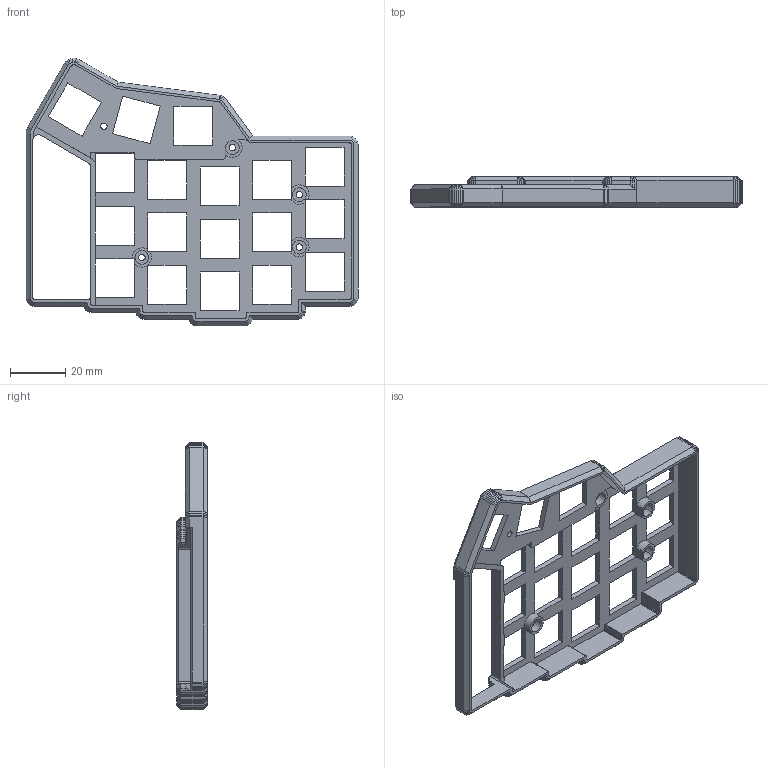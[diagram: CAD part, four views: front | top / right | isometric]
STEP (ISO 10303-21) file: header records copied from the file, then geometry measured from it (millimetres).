
FILE_DESCRIPTION(/* description */ (''),/* implementation_level */ '2;1');
FILE_NAME(/* name */ 'unicorne-hybrid-mx-3x5-right.step',/* time_stamp */ '2024-02-04T11:27:53+08:00',/* author */ (''),/* organization */ (''),/* preprocessor_version */ 'ST-DEVELOPER v20',/* originating_system */ 'Autodesk Translation Framework v12.20.1.177',/* authorisation */ '');
FILE_SCHEMA (('AUTOMOTIVE_DESIGN { 1 0 10303 214 3 1 1 }'));
Length unit declared in the file: millimetre
Products named in the file (1): unicorne-wip-CR2-25T-WAL
Bounding box: 120.15 x 11 x 96.8 mm (x, y, z)
Volume: 15804.9 mm3; surface area: 18050.4 mm2
Topology: 1 solids, 1 shells, 600 faces, 1612 edges, 1011 vertices
Faces by surface type: plane 574, cylinder 23, cone 3
Full cylindrical faces by diameter (mm): 2.3 x5, 5 x4
Entity records: 18286 total; most frequent: ORIENTED_EDGE 3224, CARTESIAN_POINT 3224, DIRECTION 2867, EDGE_CURVE 1612, LINE 1559, VECTOR 1559, VERTEX_POINT 1011, AXIS2_PLACEMENT_3D 654
